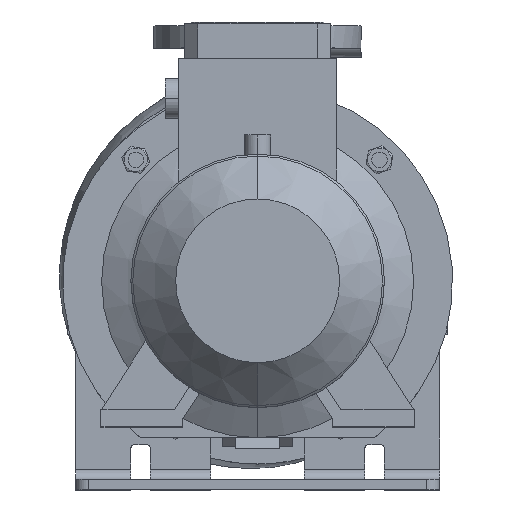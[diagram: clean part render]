
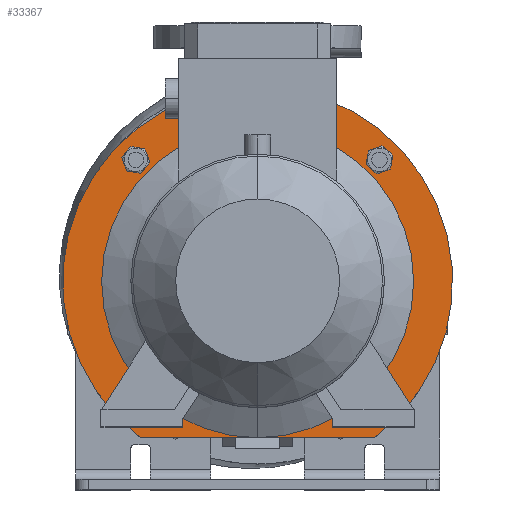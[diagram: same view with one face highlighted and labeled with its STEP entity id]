
A CAD part, top view. The second image highlights one B-rep face of the part: STEP entity #33367.
In plain terms, the highlighted planar face has unit normal (0, 0, 1).
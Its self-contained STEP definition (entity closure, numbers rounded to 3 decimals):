
#929 = CARTESIAN_POINT ( 'NONE',  ( 0., 120., 192. ) ) ;
#1192 = DIRECTION ( 'NONE',  ( 0., -1., 0. ) ) ;
#1583 = VERTEX_POINT ( 'NONE', #22934 ) ;
#1645 = VERTEX_POINT ( 'NONE', #929 ) ;
#1679 = EDGE_CURVE ( 'NONE', #48931, #1583, #3834, .T. ) ;
#2076 = AXIS2_PLACEMENT_3D ( 'NONE', #12959, #17880, #39229 ) ;
#2158 = CARTESIAN_POINT ( 'NONE',  ( 0., 150., 192. ) ) ;
#2775 = ORIENTED_EDGE ( 'NONE', *, *, #28128, .T. ) ;
#3293 = AXIS2_PLACEMENT_3D ( 'NONE', #9300, #5474, #48318 ) ;
#3758 = CIRCLE ( 'NONE', #16953, 9.025 ) ;
#3829 = ORIENTED_EDGE ( 'NONE', *, *, #1679, .T. ) ;
#3834 = CIRCLE ( 'NONE', #23905, 9.025 ) ;
#4045 = FACE_BOUND ( 'NONE', #47604, .T. ) ;
#4227 = CARTESIAN_POINT ( 'NONE',  ( -93.692, 93.692, 192. ) ) ;
#5474 = DIRECTION ( 'NONE',  ( 0., 0., -1. ) ) ;
#6102 = FACE_OUTER_BOUND ( 'NONE', #50303, .T. ) ;
#6355 = CARTESIAN_POINT ( 'NONE',  ( -102.58, 95.259, 192. ) ) ;
#6904 = VERTEX_POINT ( 'NONE', #25931 ) ;
#6920 = DIRECTION ( 'NONE',  ( 0., 0., -1. ) ) ;
#7297 = EDGE_CURVE ( 'NONE', #6904, #1645, #23412, .T. ) ;
#7421 = VERTEX_POINT ( 'NONE', #15673 ) ;
#8652 = CIRCLE ( 'NONE', #54649, 150. ) ;
#8831 = EDGE_CURVE ( 'NONE', #7421, #21088, #43776, .T. ) ;
#9300 = CARTESIAN_POINT ( 'NONE',  ( 93.692, -93.692, 192. ) ) ;
#9312 = EDGE_CURVE ( 'NONE', #1645, #6904, #32795, .T. ) ;
#9391 = EDGE_CURVE ( 'NONE', #20971, #40230, #38930, .T. ) ;
#9493 = ORIENTED_EDGE ( 'NONE', *, *, #42986, .F. ) ;
#10778 = CARTESIAN_POINT ( 'NONE',  ( 102.58, -95.259, 192. ) ) ;
#12315 = FACE_BOUND ( 'NONE', #53551, .T. ) ;
#12447 = EDGE_CURVE ( 'NONE', #49858, #35007, #33922, .T. ) ;
#12458 = VERTEX_POINT ( 'NONE', #6355 ) ;
#12959 = CARTESIAN_POINT ( 'NONE',  ( 93.692, 93.692, 192. ) ) ;
#12980 = DIRECTION ( 'NONE',  ( 0., 0., -1. ) ) ;
#14039 = DIRECTION ( 'NONE',  ( 0., 0., -1. ) ) ;
#14790 = DIRECTION ( 'NONE',  ( 0., 1., 0. ) ) ;
#15160 = CARTESIAN_POINT ( 'NONE',  ( 0., 0., 192. ) ) ;
#15673 = CARTESIAN_POINT ( 'NONE',  ( 92.124, 84.804, 192. ) ) ;
#15926 = CARTESIAN_POINT ( 'NONE',  ( -90., -120., 192. ) ) ;
#16737 = ORIENTED_EDGE ( 'NONE', *, *, #48498, .T. ) ;
#16953 = AXIS2_PLACEMENT_3D ( 'NONE', #4227, #43421, #21565 ) ;
#17880 = DIRECTION ( 'NONE',  ( 0., 0., -1. ) ) ;
#18194 = DIRECTION ( 'NONE',  ( 0., -1., 0. ) ) ;
#18773 = EDGE_LOOP ( 'NONE', ( #3829, #2775 ) ) ;
#19485 = EDGE_CURVE ( 'NONE', #21088, #7421, #36675, .T. ) ;
#19974 = DIRECTION ( 'NONE',  ( 0., 0., 1. ) ) ;
#20500 = CARTESIAN_POINT ( 'NONE',  ( 90., -120., 192. ) ) ;
#20971 = VERTEX_POINT ( 'NONE', #10778 ) ;
#21088 = VERTEX_POINT ( 'NONE', #24965 ) ;
#21565 = DIRECTION ( 'NONE',  ( 0., -1., 0. ) ) ;
#21683 = DIRECTION ( 'NONE',  ( 0., -1., 0. ) ) ;
#22006 = VECTOR ( 'NONE', #31533, 1000. ) ;
#22225 = EDGE_LOOP ( 'NONE', ( #43987, #37229 ) ) ;
#22551 = CARTESIAN_POINT ( 'NONE',  ( -93.692, -93.692, 192. ) ) ;
#22654 = CARTESIAN_POINT ( 'NONE',  ( -93.692, 93.692, 192. ) ) ;
#22934 = CARTESIAN_POINT ( 'NONE',  ( -95.259, -102.58, 192. ) ) ;
#23412 = CIRCLE ( 'NONE', #48060, 120. ) ;
#23469 = CARTESIAN_POINT ( 'NONE',  ( 84.804, -92.124, 192. ) ) ;
#23674 = DIRECTION ( 'NONE',  ( 0., -1., 0. ) ) ;
#23905 = AXIS2_PLACEMENT_3D ( 'NONE', #41782, #45774, #23674 ) ;
#24369 = VECTOR ( 'NONE', #34178, 1000. ) ;
#24965 = CARTESIAN_POINT ( 'NONE',  ( 95.259, 102.58, 192. ) ) ;
#25883 = CIRCLE ( 'NONE', #31747, 9.025 ) ;
#25931 = CARTESIAN_POINT ( 'NONE',  ( 0., -120., 192. ) ) ;
#26019 = EDGE_CURVE ( 'NONE', #6904, #49858, #33603, .T. ) ;
#26943 = AXIS2_PLACEMENT_3D ( 'NONE', #22654, #53496, #44742 ) ;
#27772 = CARTESIAN_POINT ( 'NONE',  ( 0., 0., 192. ) ) ;
#28128 = EDGE_CURVE ( 'NONE', #1583, #48931, #25883, .T. ) ;
#28534 = EDGE_CURVE ( 'NONE', #29190, #6904, #53017, .T. ) ;
#29010 = ORIENTED_EDGE ( 'NONE', *, *, #28534, .F. ) ;
#29188 = AXIS2_PLACEMENT_3D ( 'NONE', #42255, #42622, #42445 ) ;
#29190 = VERTEX_POINT ( 'NONE', #20500 ) ;
#29940 = CARTESIAN_POINT ( 'NONE',  ( -200., -120., 192. ) ) ;
#30754 = ORIENTED_EDGE ( 'NONE', *, *, #9391, .T. ) ;
#31533 = DIRECTION ( 'NONE',  ( -1., 0., 0. ) ) ;
#31747 = AXIS2_PLACEMENT_3D ( 'NONE', #22551, #14039, #18194 ) ;
#31892 = DIRECTION ( 'NONE',  ( 0., 0., -1. ) ) ;
#32218 = DIRECTION ( 'NONE',  ( 0., 1., 0. ) ) ;
#32795 = CIRCLE ( 'NONE', #29188, 120. ) ;
#33138 = ORIENTED_EDGE ( 'NONE', *, *, #7297, .T. ) ;
#33367 = ADVANCED_FACE ( 'NONE', ( #12315, #38868, #4045, #53829, #6102 ), #37375, .T. ) ;
#33603 = LINE ( 'NONE', #40878, #22006 ) ;
#33922 = CIRCLE ( 'NONE', #34162, 150. ) ;
#34162 = AXIS2_PLACEMENT_3D ( 'NONE', #15160, #6920, #14790 ) ;
#34178 = DIRECTION ( 'NONE',  ( -1., 0., 0. ) ) ;
#34852 = ORIENTED_EDGE ( 'NONE', *, *, #12447, .F. ) ;
#34913 = CIRCLE ( 'NONE', #26943, 9.025 ) ;
#35007 = VERTEX_POINT ( 'NONE', #2158 ) ;
#36675 = CIRCLE ( 'NONE', #2076, 9.025 ) ;
#37229 = ORIENTED_EDGE ( 'NONE', *, *, #19485, .T. ) ;
#37239 = VERTEX_POINT ( 'NONE', #49944 ) ;
#37375 = PLANE ( 'NONE',  #44516 ) ;
#37554 = DIRECTION ( 'NONE',  ( 0., -1., 0. ) ) ;
#38198 = CIRCLE ( 'NONE', #3293, 9.025 ) ;
#38868 = FACE_BOUND ( 'NONE', #22225, .T. ) ;
#38930 = CIRCLE ( 'NONE', #43033, 9.025 ) ;
#39063 = CARTESIAN_POINT ( 'NONE',  ( 93.692, -93.692, 192. ) ) ;
#39229 = DIRECTION ( 'NONE',  ( 0., -1., 0. ) ) ;
#39236 = CARTESIAN_POINT ( 'NONE',  ( -92.124, -84.804, 192. ) ) ;
#40230 = VERTEX_POINT ( 'NONE', #23469 ) ;
#40878 = CARTESIAN_POINT ( 'NONE',  ( -200., -120., 192. ) ) ;
#41782 = CARTESIAN_POINT ( 'NONE',  ( -93.692, -93.692, 192. ) ) ;
#42255 = CARTESIAN_POINT ( 'NONE',  ( 0., 0., 192. ) ) ;
#42282 = ORIENTED_EDGE ( 'NONE', *, *, #9312, .T. ) ;
#42445 = DIRECTION ( 'NONE',  ( 0., 1., 0. ) ) ;
#42622 = DIRECTION ( 'NONE',  ( 0., 0., -1. ) ) ;
#42986 = EDGE_CURVE ( 'NONE', #35007, #29190, #8652, .T. ) ;
#43033 = AXIS2_PLACEMENT_3D ( 'NONE', #39063, #12980, #21683 ) ;
#43421 = DIRECTION ( 'NONE',  ( 0., 0., -1. ) ) ;
#43776 = CIRCLE ( 'NONE', #46958, 9.025 ) ;
#43987 = ORIENTED_EDGE ( 'NONE', *, *, #8831, .T. ) ;
#44516 = AXIS2_PLACEMENT_3D ( 'NONE', #46063, #19974, #37554 ) ;
#44742 = DIRECTION ( 'NONE',  ( 0., -1., 0. ) ) ;
#44918 = CARTESIAN_POINT ( 'NONE',  ( 93.692, 93.692, 192. ) ) ;
#45741 = DIRECTION ( 'NONE',  ( 0., 1., 0. ) ) ;
#45774 = DIRECTION ( 'NONE',  ( 0., 0., -1. ) ) ;
#46063 = CARTESIAN_POINT ( 'NONE',  ( 0., 150., 192. ) ) ;
#46307 = ORIENTED_EDGE ( 'NONE', *, *, #26019, .F. ) ;
#46958 = AXIS2_PLACEMENT_3D ( 'NONE', #44918, #53670, #1192 ) ;
#47081 = ORIENTED_EDGE ( 'NONE', *, *, #49013, .T. ) ;
#47604 = EDGE_LOOP ( 'NONE', ( #47081, #30754 ) ) ;
#48060 = AXIS2_PLACEMENT_3D ( 'NONE', #27772, #48972, #32218 ) ;
#48318 = DIRECTION ( 'NONE',  ( 0., -1., 0. ) ) ;
#48498 = EDGE_CURVE ( 'NONE', #37239, #12458, #34913, .T. ) ;
#48931 = VERTEX_POINT ( 'NONE', #39236 ) ;
#48972 = DIRECTION ( 'NONE',  ( 0., 0., -1. ) ) ;
#49013 = EDGE_CURVE ( 'NONE', #40230, #20971, #38198, .T. ) ;
#49153 = ORIENTED_EDGE ( 'NONE', *, *, #55137, .T. ) ;
#49858 = VERTEX_POINT ( 'NONE', #15926 ) ;
#49944 = CARTESIAN_POINT ( 'NONE',  ( -84.804, 92.124, 192. ) ) ;
#50303 = EDGE_LOOP ( 'NONE', ( #29010, #9493, #34852, #46307, #33138, #42282 ) ) ;
#53017 = LINE ( 'NONE', #29940, #24369 ) ;
#53496 = DIRECTION ( 'NONE',  ( 0., 0., -1. ) ) ;
#53551 = EDGE_LOOP ( 'NONE', ( #16737, #49153 ) ) ;
#53670 = DIRECTION ( 'NONE',  ( 0., 0., -1. ) ) ;
#53747 = CARTESIAN_POINT ( 'NONE',  ( 0., 0., 192. ) ) ;
#53829 = FACE_BOUND ( 'NONE', #18773, .T. ) ;
#54649 = AXIS2_PLACEMENT_3D ( 'NONE', #53747, #31892, #45741 ) ;
#55137 = EDGE_CURVE ( 'NONE', #12458, #37239, #3758, .T. ) ;
